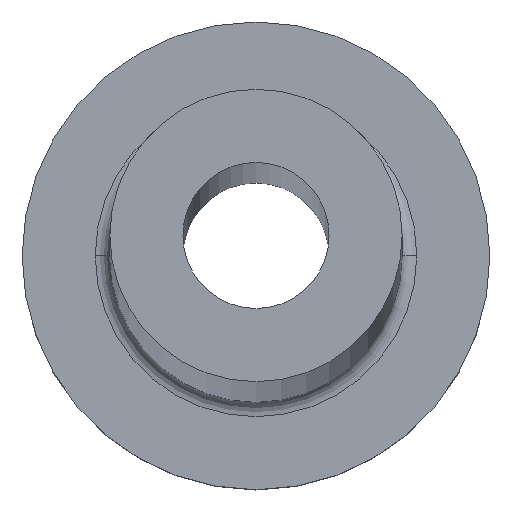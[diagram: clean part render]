
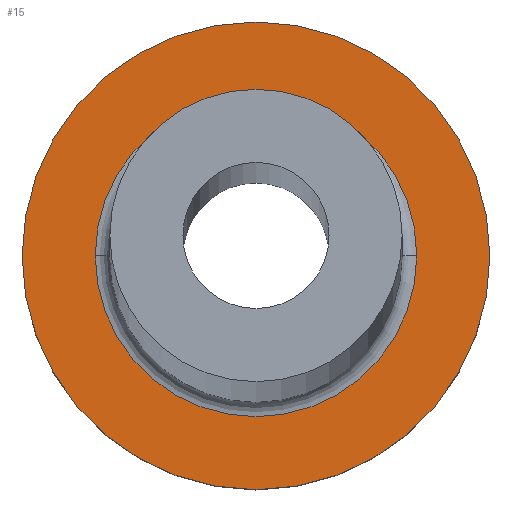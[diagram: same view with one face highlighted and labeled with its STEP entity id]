
A CAD part, top view. The second image highlights one B-rep face of the part: STEP entity #15.
In plain terms, the highlighted planar face has unit normal (0, 0, 1).
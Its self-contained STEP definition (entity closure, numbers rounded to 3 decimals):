
#11 = VERTEX_POINT ( 'NONE', #364 ) ;
#15 = ADVANCED_FACE ( 'NONE', ( #357, #100 ), #325, .T. ) ;
#16 = CARTESIAN_POINT ( 'NONE',  ( 0., 0., 5. ) ) ;
#23 = DIRECTION ( 'NONE',  ( 1., 0., 0. ) ) ;
#49 = CIRCLE ( 'NONE', #125, 5.5 ) ;
#57 = EDGE_LOOP ( 'NONE', ( #365, #117 ) ) ;
#64 = VERTEX_POINT ( 'NONE', #78 ) ;
#74 = EDGE_CURVE ( 'NONE', #64, #326, #49, .T. ) ;
#78 = CARTESIAN_POINT ( 'NONE',  ( 5.5, 0., 5. ) ) ;
#91 = CARTESIAN_POINT ( 'NONE',  ( 0., 0., 5. ) ) ;
#100 = FACE_OUTER_BOUND ( 'NONE', #180, .T. ) ;
#104 = CIRCLE ( 'NONE', #304, 5.5 ) ;
#106 = DIRECTION ( 'NONE',  ( 0., 0., -1. ) ) ;
#117 = ORIENTED_EDGE ( 'NONE', *, *, #162, .T. ) ;
#121 = EDGE_CURVE ( 'NONE', #199, #11, #338, .T. ) ;
#125 = AXIS2_PLACEMENT_3D ( 'NONE', #16, #226, #136 ) ;
#129 = CARTESIAN_POINT ( 'NONE',  ( -5.5, 0., 5. ) ) ;
#136 = DIRECTION ( 'NONE',  ( 1., 0., 0. ) ) ;
#139 = CARTESIAN_POINT ( 'NONE',  ( 0., 0., 5. ) ) ;
#148 = CARTESIAN_POINT ( 'NONE',  ( -8., 0., 5. ) ) ;
#152 = AXIS2_PLACEMENT_3D ( 'NONE', #91, #217, #335 ) ;
#156 = ORIENTED_EDGE ( 'NONE', *, *, #121, .T. ) ;
#162 = EDGE_CURVE ( 'NONE', #326, #64, #104, .T. ) ;
#165 = CARTESIAN_POINT ( 'NONE',  ( 0., 0., 5. ) ) ;
#168 = AXIS2_PLACEMENT_3D ( 'NONE', #165, #344, #23 ) ;
#174 = EDGE_CURVE ( 'NONE', #11, #199, #225, .T. ) ;
#180 = EDGE_LOOP ( 'NONE', ( #156, #272 ) ) ;
#193 = DIRECTION ( 'NONE',  ( 0., 0., 1. ) ) ;
#199 = VERTEX_POINT ( 'NONE', #148 ) ;
#217 = DIRECTION ( 'NONE',  ( 0., 0., 1. ) ) ;
#225 = CIRCLE ( 'NONE', #231, 8. ) ;
#226 = DIRECTION ( 'NONE',  ( 0., 0., -1. ) ) ;
#231 = AXIS2_PLACEMENT_3D ( 'NONE', #342, #193, #254 ) ;
#254 = DIRECTION ( 'NONE',  ( 1., 0., 0. ) ) ;
#272 = ORIENTED_EDGE ( 'NONE', *, *, #174, .T. ) ;
#304 = AXIS2_PLACEMENT_3D ( 'NONE', #139, #106, #370 ) ;
#325 = PLANE ( 'NONE',  #152 ) ;
#326 = VERTEX_POINT ( 'NONE', #129 ) ;
#335 = DIRECTION ( 'NONE',  ( 1., 0., 0. ) ) ;
#338 = CIRCLE ( 'NONE', #168, 8. ) ;
#342 = CARTESIAN_POINT ( 'NONE',  ( 0., 0., 5. ) ) ;
#344 = DIRECTION ( 'NONE',  ( 0., 0., 1. ) ) ;
#357 = FACE_BOUND ( 'NONE', #57, .T. ) ;
#364 = CARTESIAN_POINT ( 'NONE',  ( 8., 0., 5. ) ) ;
#365 = ORIENTED_EDGE ( 'NONE', *, *, #74, .T. ) ;
#370 = DIRECTION ( 'NONE',  ( 1., 0., 0. ) ) ;
